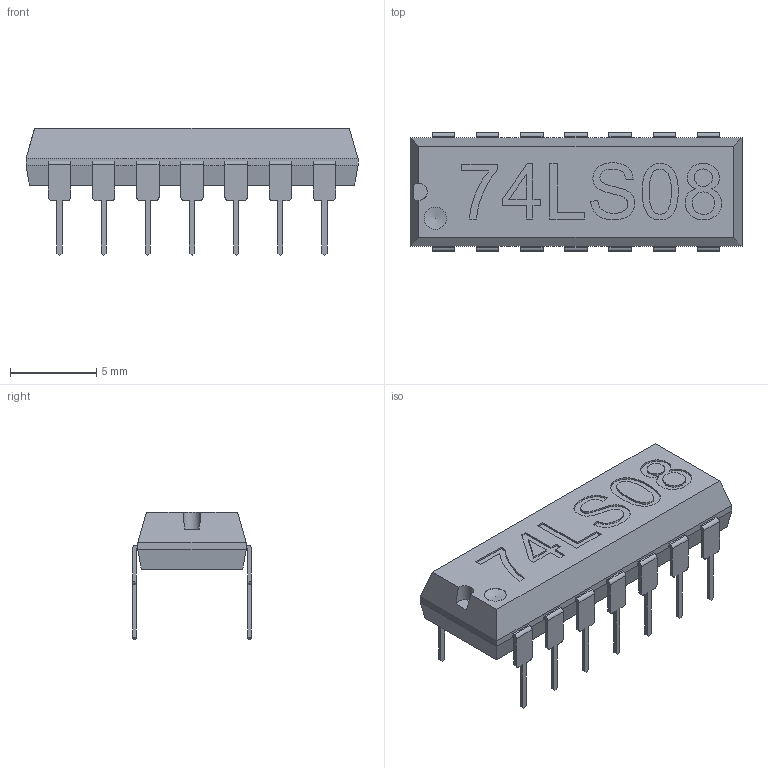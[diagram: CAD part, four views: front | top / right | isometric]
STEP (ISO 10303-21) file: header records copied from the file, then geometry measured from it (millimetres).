
FILE_DESCRIPTION(/* description */ (''),/* implementation_level */ '2;1');
FILE_NAME(/* name */ '74LS08.step',/* time_stamp */ '2019-10-31T12:14:58-06:00',/* author */ (''),/* organization */ (''),/* preprocessor_version */ 'ST-DEVELOPER v18',/* originating_system */ 'Autodesk Translation Framework v8.6.0.1094',/* authorisation */ '');
FILE_SCHEMA (('AUTOMOTIVE_DESIGN { 1 0 10303 214 3 1 1 }'));
Length unit declared in the file: millimetre
Products named in the file (1): 74LS08
Bounding box: 19.3 x 6.9 x 7.4 mm (x, y, z)
Volume: 382.5 mm3; surface area: 528.6 mm2
Topology: 1 solids, 1 shells, 399 faces, 1112 edges, 739 vertices
Faces by surface type: plane 248, bspline 92, cylinder 58, cone 1
Full cylindrical faces by diameter (mm): 1.3 x1
Entity records: 13607 total; most frequent: CARTESIAN_POINT 3814, ORIENTED_EDGE 2222, DIRECTION 1663, EDGE_CURVE 1111, LINE 807, VECTOR 807, VERTEX_POINT 739, AXIS2_PLACEMENT_3D 428
